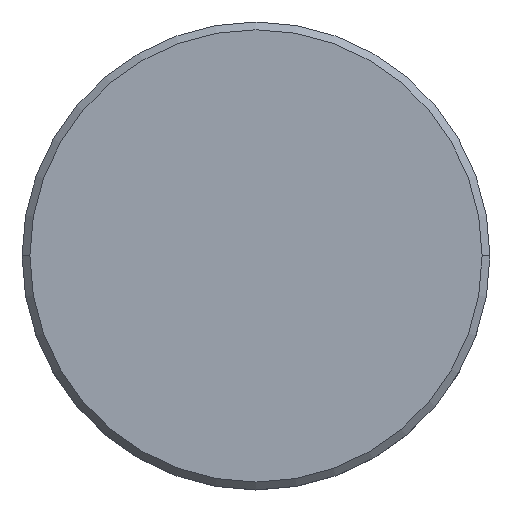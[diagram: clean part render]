
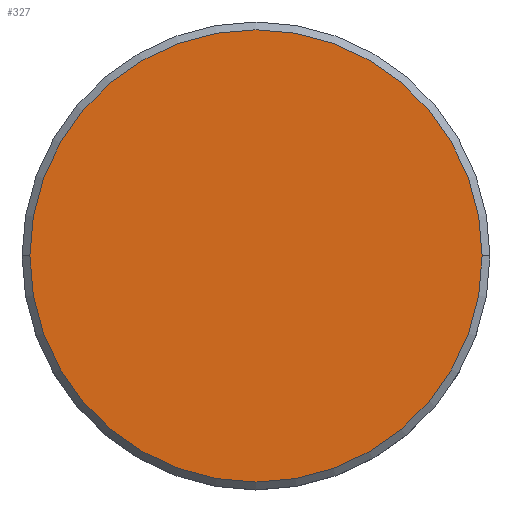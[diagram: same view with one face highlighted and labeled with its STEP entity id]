
A CAD part, top view. The second image highlights one B-rep face of the part: STEP entity #327.
In plain terms, the highlighted planar face has unit normal (0, 0, 1).
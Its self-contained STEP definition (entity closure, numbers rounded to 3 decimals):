
#6 = CIRCLE ( 'NONE', #884, 14.5 ) ;
#113 = DIRECTION ( 'NONE',  ( 1., 0., 0. ) ) ;
#155 = CIRCLE ( 'NONE', #977, 14.5 ) ;
#175 = ORIENTED_EDGE ( 'NONE', *, *, #816, .T. ) ;
#263 = CARTESIAN_POINT ( 'NONE',  ( 0., 0., 0. ) ) ;
#284 = VERTEX_POINT ( 'NONE', #1135 ) ;
#286 = CARTESIAN_POINT ( 'NONE',  ( 0., 0., 0. ) ) ;
#327 = ADVANCED_FACE ( 'NONE', ( #1039 ), #538, .T. ) ;
#330 = AXIS2_PLACEMENT_3D ( 'NONE', #263, #623, #358 ) ;
#358 = DIRECTION ( 'NONE',  ( 1., 0., 0. ) ) ;
#401 = CARTESIAN_POINT ( 'NONE',  ( 14.5, 0., 0. ) ) ;
#461 = ORIENTED_EDGE ( 'NONE', *, *, #706, .T. ) ;
#538 = PLANE ( 'NONE',  #330 ) ;
#623 = DIRECTION ( 'NONE',  ( 0., 0., 1. ) ) ;
#655 = DIRECTION ( 'NONE',  ( 0., 0., 1. ) ) ;
#656 = EDGE_LOOP ( 'NONE', ( #461, #175 ) ) ;
#706 = EDGE_CURVE ( 'NONE', #284, #1095, #6, .T. ) ;
#816 = EDGE_CURVE ( 'NONE', #1095, #284, #155, .T. ) ;
#852 = DIRECTION ( 'NONE',  ( 1., 0., 0. ) ) ;
#884 = AXIS2_PLACEMENT_3D ( 'NONE', #1152, #1161, #852 ) ;
#977 = AXIS2_PLACEMENT_3D ( 'NONE', #286, #655, #113 ) ;
#1039 = FACE_OUTER_BOUND ( 'NONE', #656, .T. ) ;
#1095 = VERTEX_POINT ( 'NONE', #401 ) ;
#1135 = CARTESIAN_POINT ( 'NONE',  ( -14.5, 0., 0. ) ) ;
#1152 = CARTESIAN_POINT ( 'NONE',  ( 0., 0., 0. ) ) ;
#1161 = DIRECTION ( 'NONE',  ( 0., 0., 1. ) ) ;
